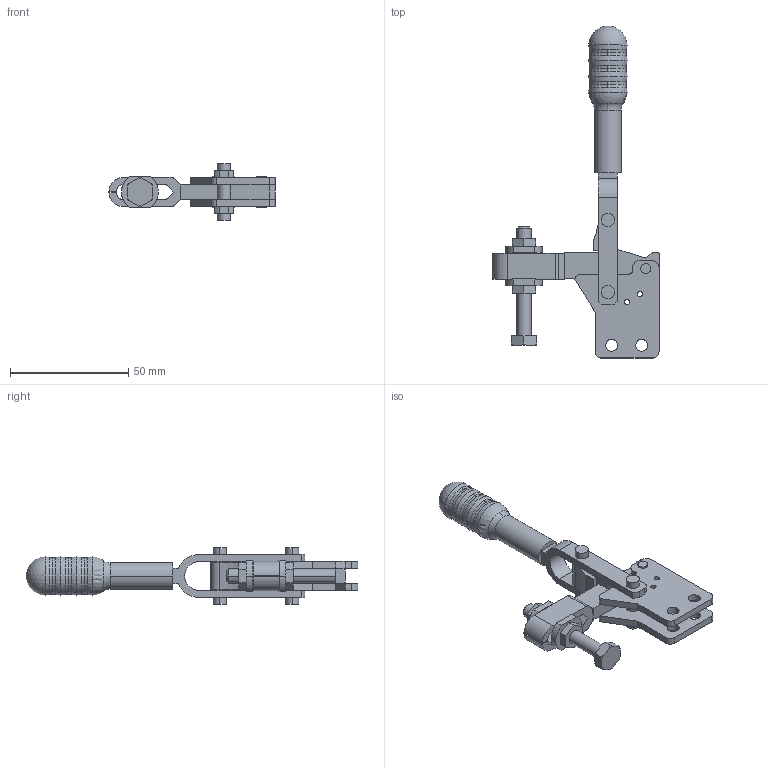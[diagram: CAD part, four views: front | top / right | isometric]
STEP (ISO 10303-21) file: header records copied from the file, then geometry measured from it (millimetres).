
FILE_DESCRIPTION( ( '' ), '1' );
FILE_NAME( 'K0055.0150 (GESCHLOSSEN).stp', '2012-10-29T15:50:39', ( '' ), ( '' ), ' ', ' ', ' ' );
FILE_SCHEMA( ( 'CONFIG_CONTROL_DESIGN' ) );
Length unit declared in the file: millimetre
Products named in the file (1): 1
Bounding box: 70.2 x 140.34 x 24 mm (x, y, z)
Volume: 28274.3 mm3; surface area: 16145.1 mm2
Topology: 1 solids, 1 shells, 230 faces, 640 edges, 417 vertices
Faces by surface type: plane 101, cylinder 93, torus 14, cone 14, sphere 8
Entity records: 7437 total; most frequent: DIRECTION 1327, CARTESIAN_POINT 1320, ORIENTED_EDGE 1248, EDGE_CURVE 624, AXIS2_PLACEMENT_3D 496, VERTEX_POINT 417, LINE 335, VECTOR 335
